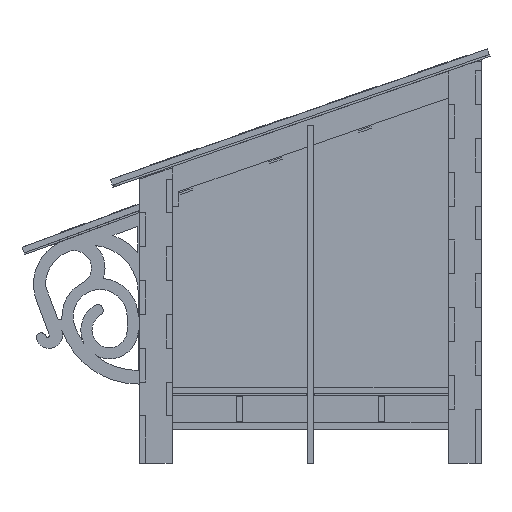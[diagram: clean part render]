
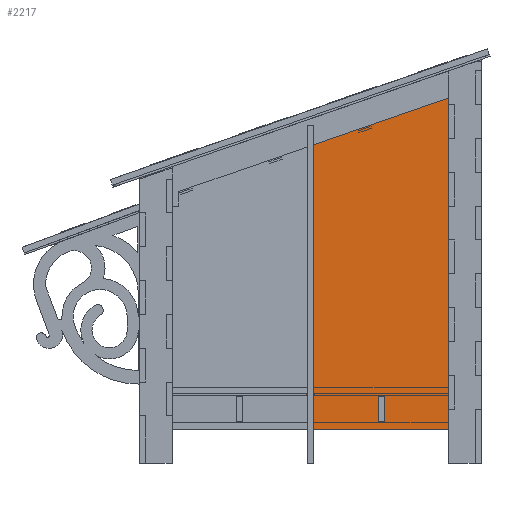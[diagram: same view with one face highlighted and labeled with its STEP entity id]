
A CAD part, front view. The second image highlights one B-rep face of the part: STEP entity #2217.
In plain terms, the highlighted face is planar.
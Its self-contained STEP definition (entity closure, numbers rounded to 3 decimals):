
#944=FACE_BOUND('',#6326,.T.);
#945=FACE_BOUND('',#6327,.T.);
#2217=ADVANCED_FACE('',(#944,#945),#3591,.F.);
#3591=PLANE('',#29725);
#6326=EDGE_LOOP('',(#11650,#11651,#11652,#11653));
#6327=EDGE_LOOP('',(#11654,#11655,#11656,#11657,#11658,#11659,#11660,#11661,
#11662,#11663,#11664,#11665,#11666,#11667,#11668,#11669,#11670,#11671,#11672,
#11673,#11674,#11675,#11676,#11677,#11678,#11679,#11680,#11681,#11682,#11683));
#11650=ORIENTED_EDGE('',*,*,#19701,.T.);
#11651=ORIENTED_EDGE('',*,*,#19702,.T.);
#11652=ORIENTED_EDGE('',*,*,#19703,.T.);
#11653=ORIENTED_EDGE('',*,*,#19704,.T.);
#11654=ORIENTED_EDGE('',*,*,#19648,.F.);
#11655=ORIENTED_EDGE('',*,*,#19705,.T.);
#11656=ORIENTED_EDGE('',*,*,#19706,.T.);
#11657=ORIENTED_EDGE('',*,*,#19663,.F.);
#11658=ORIENTED_EDGE('',*,*,#19707,.T.);
#11659=ORIENTED_EDGE('',*,*,#19708,.T.);
#11660=ORIENTED_EDGE('',*,*,#19709,.T.);
#11661=ORIENTED_EDGE('',*,*,#19710,.T.);
#11662=ORIENTED_EDGE('',*,*,#19711,.T.);
#11663=ORIENTED_EDGE('',*,*,#19669,.F.);
#11664=ORIENTED_EDGE('',*,*,#19712,.T.);
#11665=ORIENTED_EDGE('',*,*,#19713,.T.);
#11666=ORIENTED_EDGE('',*,*,#19714,.T.);
#11667=ORIENTED_EDGE('',*,*,#19659,.F.);
#11668=ORIENTED_EDGE('',*,*,#19715,.T.);
#11669=ORIENTED_EDGE('',*,*,#19716,.T.);
#11670=ORIENTED_EDGE('',*,*,#19717,.T.);
#11671=ORIENTED_EDGE('',*,*,#19655,.F.);
#11672=ORIENTED_EDGE('',*,*,#19718,.T.);
#11673=ORIENTED_EDGE('',*,*,#19719,.T.);
#11674=ORIENTED_EDGE('',*,*,#19720,.T.);
#11675=ORIENTED_EDGE('',*,*,#19721,.T.);
#11676=ORIENTED_EDGE('',*,*,#19722,.T.);
#11677=ORIENTED_EDGE('',*,*,#19651,.F.);
#11678=ORIENTED_EDGE('',*,*,#19723,.T.);
#11679=ORIENTED_EDGE('',*,*,#19724,.T.);
#11680=ORIENTED_EDGE('',*,*,#19725,.T.);
#11681=ORIENTED_EDGE('',*,*,#19726,.T.);
#11682=ORIENTED_EDGE('',*,*,#19727,.T.);
#11683=ORIENTED_EDGE('',*,*,#19671,.F.);
#16276=VERTEX_POINT('',#41912);
#16278=VERTEX_POINT('',#41915);
#16280=VERTEX_POINT('',#41921);
#16281=VERTEX_POINT('',#41922);
#16284=VERTEX_POINT('',#41930);
#16285=VERTEX_POINT('',#41931);
#16288=VERTEX_POINT('',#41939);
#16289=VERTEX_POINT('',#41940);
#16292=VERTEX_POINT('',#41948);
#16293=VERTEX_POINT('',#41949);
#16298=VERTEX_POINT('',#41960);
#16299=VERTEX_POINT('',#41962);
#16300=VERTEX_POINT('',#41966);
#16323=VERTEX_POINT('',#42021);
#16324=VERTEX_POINT('',#42022);
#16325=VERTEX_POINT('',#42024);
#16326=VERTEX_POINT('',#42026);
#16327=VERTEX_POINT('',#42029);
#16328=VERTEX_POINT('',#42032);
#16329=VERTEX_POINT('',#42034);
#16330=VERTEX_POINT('',#42036);
#16331=VERTEX_POINT('',#42038);
#16332=VERTEX_POINT('',#42041);
#16333=VERTEX_POINT('',#42043);
#16334=VERTEX_POINT('',#42046);
#16335=VERTEX_POINT('',#42048);
#16336=VERTEX_POINT('',#42051);
#16337=VERTEX_POINT('',#42053);
#16338=VERTEX_POINT('',#42055);
#16339=VERTEX_POINT('',#42057);
#16340=VERTEX_POINT('',#42060);
#16341=VERTEX_POINT('',#42062);
#16342=VERTEX_POINT('',#42064);
#16343=VERTEX_POINT('',#42066);
#19648=EDGE_CURVE('',#16276,#16278,#23532,.T.);
#19651=EDGE_CURVE('',#16280,#16281,#23535,.T.);
#19655=EDGE_CURVE('',#16284,#16285,#23539,.T.);
#19659=EDGE_CURVE('',#16288,#16289,#23543,.T.);
#19663=EDGE_CURVE('',#16292,#16293,#23547,.T.);
#19669=EDGE_CURVE('',#16298,#16299,#23553,.T.);
#19671=EDGE_CURVE('',#16278,#16300,#23555,.T.);
#19701=EDGE_CURVE('',#16323,#16324,#23585,.T.);
#19702=EDGE_CURVE('',#16324,#16325,#23586,.T.);
#19703=EDGE_CURVE('',#16325,#16326,#23587,.T.);
#19704=EDGE_CURVE('',#16326,#16323,#23588,.T.);
#19705=EDGE_CURVE('',#16276,#16327,#23589,.T.);
#19706=EDGE_CURVE('',#16327,#16293,#23590,.T.);
#19707=EDGE_CURVE('',#16292,#16328,#23591,.T.);
#19708=EDGE_CURVE('',#16328,#16329,#23592,.T.);
#19709=EDGE_CURVE('',#16329,#16330,#23593,.T.);
#19710=EDGE_CURVE('',#16330,#16331,#23594,.T.);
#19711=EDGE_CURVE('',#16331,#16299,#23595,.T.);
#19712=EDGE_CURVE('',#16298,#16332,#23596,.T.);
#19713=EDGE_CURVE('',#16332,#16333,#23597,.T.);
#19714=EDGE_CURVE('',#16333,#16289,#23598,.T.);
#19715=EDGE_CURVE('',#16288,#16334,#23599,.T.);
#19716=EDGE_CURVE('',#16334,#16335,#23600,.T.);
#19717=EDGE_CURVE('',#16335,#16285,#23601,.T.);
#19718=EDGE_CURVE('',#16284,#16336,#23602,.T.);
#19719=EDGE_CURVE('',#16336,#16337,#23603,.T.);
#19720=EDGE_CURVE('',#16337,#16338,#23604,.T.);
#19721=EDGE_CURVE('',#16338,#16339,#23605,.T.);
#19722=EDGE_CURVE('',#16339,#16281,#23606,.T.);
#19723=EDGE_CURVE('',#16280,#16340,#23607,.T.);
#19724=EDGE_CURVE('',#16340,#16341,#23608,.T.);
#19725=EDGE_CURVE('',#16341,#16342,#23609,.T.);
#19726=EDGE_CURVE('',#16342,#16343,#23610,.T.);
#19727=EDGE_CURVE('',#16343,#16300,#23611,.T.);
#23532=LINE('',#41914,#27368);
#23535=LINE('',#41920,#27371);
#23539=LINE('',#41929,#27375);
#23543=LINE('',#41938,#27379);
#23547=LINE('',#41947,#27383);
#23553=LINE('',#41961,#27389);
#23555=LINE('',#41965,#27391);
#23585=LINE('',#42020,#27421);
#23586=LINE('',#42023,#27422);
#23587=LINE('',#42025,#27423);
#23588=LINE('',#42027,#27424);
#23589=LINE('',#42028,#27425);
#23590=LINE('',#42030,#27426);
#23591=LINE('',#42031,#27427);
#23592=LINE('',#42033,#27428);
#23593=LINE('',#42035,#27429);
#23594=LINE('',#42037,#27430);
#23595=LINE('',#42039,#27431);
#23596=LINE('',#42040,#27432);
#23597=LINE('',#42042,#27433);
#23598=LINE('',#42044,#27434);
#23599=LINE('',#42045,#27435);
#23600=LINE('',#42047,#27436);
#23601=LINE('',#42049,#27437);
#23602=LINE('',#42050,#27438);
#23603=LINE('',#42052,#27439);
#23604=LINE('',#42054,#27440);
#23605=LINE('',#42056,#27441);
#23606=LINE('',#42058,#27442);
#23607=LINE('',#42059,#27443);
#23608=LINE('',#42061,#27444);
#23609=LINE('',#42063,#27445);
#23610=LINE('',#42065,#27446);
#23611=LINE('',#42067,#27447);
#27368=VECTOR('',#34353,1.);
#27371=VECTOR('',#34358,1.);
#27375=VECTOR('',#34364,1.);
#27379=VECTOR('',#34370,1.);
#27383=VECTOR('',#34376,1.);
#27389=VECTOR('',#34384,1.);
#27391=VECTOR('',#34388,1.);
#27421=VECTOR('',#34422,1.);
#27422=VECTOR('',#34423,1.);
#27423=VECTOR('',#34424,1.);
#27424=VECTOR('',#34425,1.);
#27425=VECTOR('',#34426,1.);
#27426=VECTOR('',#34427,1.);
#27427=VECTOR('',#34428,1.);
#27428=VECTOR('',#34429,1.);
#27429=VECTOR('',#34430,1.);
#27430=VECTOR('',#34431,1.);
#27431=VECTOR('',#34432,1.);
#27432=VECTOR('',#34433,1.);
#27433=VECTOR('',#34434,1.);
#27434=VECTOR('',#34435,1.);
#27435=VECTOR('',#34436,1.);
#27436=VECTOR('',#34437,1.);
#27437=VECTOR('',#34438,1.);
#27438=VECTOR('',#34439,1.);
#27439=VECTOR('',#34440,1.);
#27440=VECTOR('',#34441,1.);
#27441=VECTOR('',#34442,1.);
#27442=VECTOR('',#34443,1.);
#27443=VECTOR('',#34444,1.);
#27444=VECTOR('',#34445,1.);
#27445=VECTOR('',#34446,1.);
#27446=VECTOR('',#34447,1.);
#27447=VECTOR('',#34448,1.);
#29725=AXIS2_PLACEMENT_3D('',#42068,#34449,#34450);
#34353=DIRECTION('',(-1.,0.,0.));
#34358=DIRECTION('',(0.,0.,-1.));
#34364=DIRECTION('',(0.,0.,-1.));
#34370=DIRECTION('',(1.,0.,0.));
#34376=DIRECTION('',(0.,0.,1.));
#34384=DIRECTION('',(0.,0.,1.));
#34388=DIRECTION('',(0.,0.,-1.));
#34422=DIRECTION('',(-1.,0.,0.));
#34423=DIRECTION('',(0.,0.,-1.));
#34424=DIRECTION('',(1.,0.,0.));
#34425=DIRECTION('',(0.,0.,1.));
#34426=DIRECTION('',(0.928,0.,-0.371));
#34427=DIRECTION('',(1.,0.,0.));
#34428=DIRECTION('',(-0.707,0.,-0.707));
#34429=DIRECTION('',(-1.,0.,0.));
#34430=DIRECTION('',(0.,0.,-1.));
#34431=DIRECTION('',(1.,0.,0.));
#34432=DIRECTION('',(0.707,0.,-0.707));
#34433=DIRECTION('',(-0.707,0.,-0.707));
#34434=DIRECTION('',(-1.,0.,0.));
#34435=DIRECTION('',(0.,0.,-1.));
#34436=DIRECTION('',(0.,0.,1.));
#34437=DIRECTION('',(-1.,0.,0.));
#34438=DIRECTION('',(-0.707,0.,0.707));
#34439=DIRECTION('',(0.707,0.,0.707));
#34440=DIRECTION('',(1.,0.,0.));
#34441=DIRECTION('',(0.,0.,1.));
#34442=DIRECTION('',(-1.,0.,0.));
#34443=DIRECTION('',(-0.707,0.,0.707));
#34444=DIRECTION('',(0.707,0.,0.707));
#34445=DIRECTION('',(1.,0.,0.));
#34446=DIRECTION('',(0.,0.,1.));
#34447=DIRECTION('',(-1.,0.,0.));
#34448=DIRECTION('',(-0.707,0.,0.707));
#34449=DIRECTION('',(0.,-1.,0.));
#34450=DIRECTION('',(0.,0.,-1.));
#41912=CARTESIAN_POINT('',(9.,0.,530.));
#41914=CARTESIAN_POINT('',(213.5,0.,530.));
#41915=CARTESIAN_POINT('',(0.,0.,530.));
#41920=CARTESIAN_POINT('',(0.,0.,530.));
#41921=CARTESIAN_POINT('',(0.,0.,329.));
#41922=CARTESIAN_POINT('',(0.,0.,231.));
#41929=CARTESIAN_POINT('',(0.,0.,530.));
#41930=CARTESIAN_POINT('',(0.,0.,129.));
#41931=CARTESIAN_POINT('',(0.,0.,31.));
#41938=CARTESIAN_POINT('',(0.,0.,0.));
#41939=CARTESIAN_POINT('',(9.,0.,0.));
#41940=CARTESIAN_POINT('',(209.,0.,0.));
#41947=CARTESIAN_POINT('',(213.5,0.,0.));
#41948=CARTESIAN_POINT('',(213.5,0.,351.));
#41949=CARTESIAN_POINT('',(213.5,0.,450.));
#41960=CARTESIAN_POINT('',(213.5,0.,151.));
#41961=CARTESIAN_POINT('',(213.5,0.,0.));
#41962=CARTESIAN_POINT('',(213.5,0.,249.));
#41965=CARTESIAN_POINT('',(0.,0.,530.));
#41966=CARTESIAN_POINT('',(0.,0.,431.));
#42020=CARTESIAN_POINT('',(113.5,0.,50.));
#42021=CARTESIAN_POINT('',(113.5,0.,50.));
#42022=CARTESIAN_POINT('',(104.5,0.,50.));
#42023=CARTESIAN_POINT('',(104.5,0.,50.));
#42024=CARTESIAN_POINT('',(104.5,0.,10.));
#42025=CARTESIAN_POINT('',(104.5,0.,10.));
#42026=CARTESIAN_POINT('',(113.5,0.,10.));
#42027=CARTESIAN_POINT('',(113.5,0.,10.));
#42028=CARTESIAN_POINT('',(184.,0.,460.));
#42029=CARTESIAN_POINT('',(209.,0.,450.));
#42030=CARTESIAN_POINT('',(0.,0.,450.));
#42031=CARTESIAN_POINT('',(212.5,0.,350.));
#42032=CARTESIAN_POINT('',(212.5,0.,350.));
#42033=CARTESIAN_POINT('',(0.,0.,350.));
#42034=CARTESIAN_POINT('',(209.,0.,350.));
#42035=CARTESIAN_POINT('',(209.,0.,0.));
#42036=CARTESIAN_POINT('',(209.,0.,250.));
#42037=CARTESIAN_POINT('',(0.,0.,250.));
#42038=CARTESIAN_POINT('',(212.5,0.,250.));
#42039=CARTESIAN_POINT('',(213.5,0.,249.));
#42040=CARTESIAN_POINT('',(212.5,0.,150.));
#42041=CARTESIAN_POINT('',(212.5,0.,150.));
#42042=CARTESIAN_POINT('',(0.,0.,150.));
#42043=CARTESIAN_POINT('',(209.,0.,150.));
#42044=CARTESIAN_POINT('',(209.,0.,0.));
#42045=CARTESIAN_POINT('',(9.,0.,0.));
#42046=CARTESIAN_POINT('',(9.,0.,30.));
#42047=CARTESIAN_POINT('',(0.,0.,30.));
#42048=CARTESIAN_POINT('',(1.,0.,30.));
#42049=CARTESIAN_POINT('',(0.,0.,31.));
#42050=CARTESIAN_POINT('',(1.,0.,130.));
#42051=CARTESIAN_POINT('',(1.,0.,130.));
#42052=CARTESIAN_POINT('',(0.,0.,130.));
#42053=CARTESIAN_POINT('',(9.,0.,130.));
#42054=CARTESIAN_POINT('',(9.,0.,0.));
#42055=CARTESIAN_POINT('',(9.,0.,230.));
#42056=CARTESIAN_POINT('',(0.,0.,230.));
#42057=CARTESIAN_POINT('',(1.,0.,230.));
#42058=CARTESIAN_POINT('',(0.,0.,231.));
#42059=CARTESIAN_POINT('',(1.,0.,330.));
#42060=CARTESIAN_POINT('',(1.,0.,330.));
#42061=CARTESIAN_POINT('',(0.,0.,330.));
#42062=CARTESIAN_POINT('',(9.,0.,330.));
#42063=CARTESIAN_POINT('',(9.,0.,0.));
#42064=CARTESIAN_POINT('',(9.,0.,430.));
#42065=CARTESIAN_POINT('',(0.,0.,430.));
#42066=CARTESIAN_POINT('',(1.,0.,430.));
#42067=CARTESIAN_POINT('',(0.,0.,431.));
#42068=CARTESIAN_POINT('',(0.,0.,0.));
